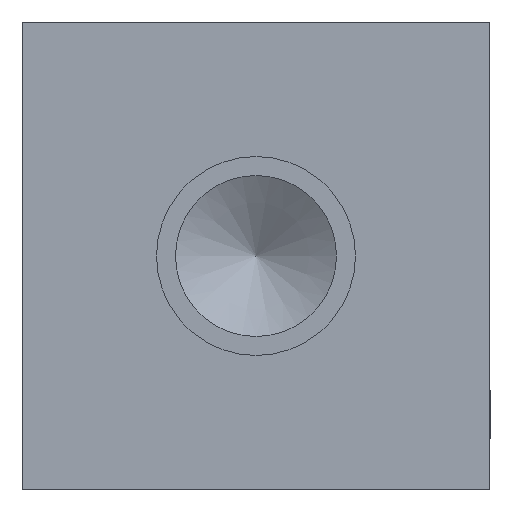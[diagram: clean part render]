
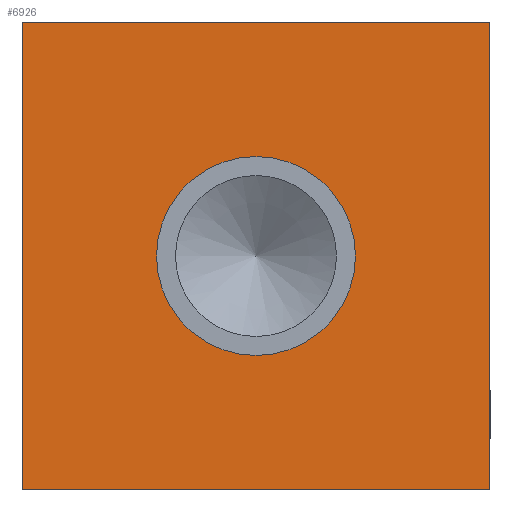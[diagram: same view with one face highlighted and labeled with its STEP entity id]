
A CAD part, left-side view. The second image highlights one B-rep face of the part: STEP entity #6926.
In plain terms, the highlighted planar face has unit normal (-1, 0, 0).
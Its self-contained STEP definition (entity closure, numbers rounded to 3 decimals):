
#82=CIRCLE('',#7205,10.795);
#83=CIRCLE('',#7206,10.795);
#447=FACE_BOUND('',#1191,.T.);
#801=FACE_OUTER_BOUND('',#1190,.T.);
#1190=EDGE_LOOP('',(#6014,#6015,#6016,#6017));
#1191=EDGE_LOOP('',(#6018,#6019));
#1586=LINE('',#9469,#2269);
#1881=LINE('',#11810,#2564);
#1882=LINE('',#11811,#2565);
#1883=LINE('',#11812,#2566);
#2269=VECTOR('',#7904,10.);
#2564=VECTOR('',#8543,10.);
#2565=VECTOR('',#8544,10.);
#2566=VECTOR('',#8545,10.);
#2834=VERTEX_POINT('',#9462);
#2837=VERTEX_POINT('',#9467);
#3180=VERTEX_POINT('',#11720);
#3181=VERTEX_POINT('',#11721);
#3206=VERTEX_POINT('',#11808);
#3207=VERTEX_POINT('',#11809);
#3606=EDGE_CURVE('',#2837,#2834,#1586,.T.);
#4107=EDGE_CURVE('',#3180,#3181,#82,.T.);
#4108=EDGE_CURVE('',#3181,#3180,#83,.T.);
#4151=EDGE_CURVE('',#3206,#3207,#1881,.T.);
#4152=EDGE_CURVE('',#3207,#2834,#1882,.T.);
#4153=EDGE_CURVE('',#3206,#2837,#1883,.T.);
#6014=ORIENTED_EDGE('',*,*,#4151,.T.);
#6015=ORIENTED_EDGE('',*,*,#4152,.T.);
#6016=ORIENTED_EDGE('',*,*,#3606,.F.);
#6017=ORIENTED_EDGE('',*,*,#4153,.F.);
#6018=ORIENTED_EDGE('',*,*,#4107,.T.);
#6019=ORIENTED_EDGE('',*,*,#4108,.T.);
#6273=PLANE('',#7250);
#6926=ADVANCED_FACE('',(#801,#447),#6273,.T.);
#7205=AXIS2_PLACEMENT_3D('',#11722,#8435,#8436);
#7206=AXIS2_PLACEMENT_3D('',#11723,#8437,#8438);
#7250=AXIS2_PLACEMENT_3D('',#11807,#8541,#8542);
#7904=DIRECTION('',(0.,-1.,0.));
#8435=DIRECTION('center_axis',(1.,0.,0.));
#8436=DIRECTION('ref_axis',(0.,1.,0.));
#8437=DIRECTION('center_axis',(1.,0.,0.));
#8438=DIRECTION('ref_axis',(0.,1.,0.));
#8541=DIRECTION('center_axis',(-1.,0.,0.));
#8542=DIRECTION('ref_axis',(0.,-1.,0.));
#8543=DIRECTION('',(0.,-1.,0.));
#8544=DIRECTION('',(0.,0.,1.));
#8545=DIRECTION('',(0.,0.,1.));
#9462=CARTESIAN_POINT('',(0.,0.,50.8));
#9467=CARTESIAN_POINT('',(0.,50.8,50.8));
#9469=CARTESIAN_POINT('',(0.,50.8,50.8));
#11720=CARTESIAN_POINT('',(0.,36.195,25.4));
#11721=CARTESIAN_POINT('',(0.,14.605,25.4));
#11722=CARTESIAN_POINT('Origin',(0.,25.4,25.4));
#11723=CARTESIAN_POINT('Origin',(0.,25.4,25.4));
#11807=CARTESIAN_POINT('Origin',(0.,50.8,0.));
#11808=CARTESIAN_POINT('',(0.,50.8,0.));
#11809=CARTESIAN_POINT('',(0.,0.,0.));
#11810=CARTESIAN_POINT('',(0.,50.8,0.));
#11811=CARTESIAN_POINT('',(0.,0.,0.));
#11812=CARTESIAN_POINT('',(0.,50.8,0.));
